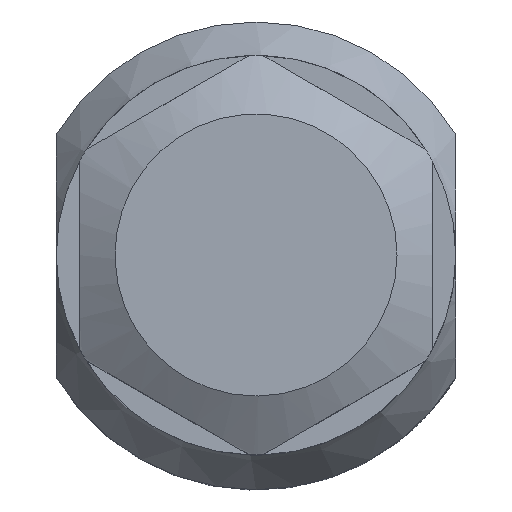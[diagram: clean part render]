
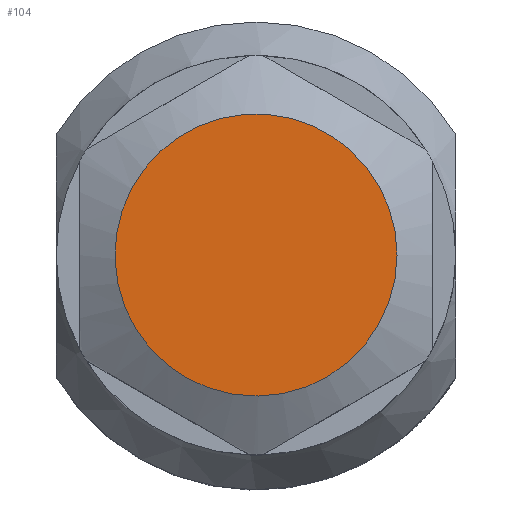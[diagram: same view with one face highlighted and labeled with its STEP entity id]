
A CAD part, top view. The second image highlights one B-rep face of the part: STEP entity #104.
In plain terms, the highlighted planar face has unit normal (0, 0, 1).
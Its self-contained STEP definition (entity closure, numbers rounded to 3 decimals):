
#35=PLANE('',#600);
#56=FACE_OUTER_BOUND('',#230,.T.);
#104=ADVANCED_FACE('',(#56),#35,.T.);
#230=EDGE_LOOP('',(#307));
#307=ORIENTED_EDGE('',*,*,#502,.T.);
#448=VERTEX_POINT('',#861);
#502=EDGE_CURVE('',#448,#448,#567,.T.);
#567=CIRCLE('',#598,12.);
#598=AXIS2_PLACEMENT_3D('',#860,#689,#690);
#600=AXIS2_PLACEMENT_3D('',#899,#693,#694);
#689=DIRECTION('',(0.,0.,1.));
#690=DIRECTION('',(1.,0.,0.));
#693=DIRECTION('',(0.,0.,1.));
#694=DIRECTION('',(1.,0.,0.));
#860=CARTESIAN_POINT('',(0.,0.,57.5));
#861=CARTESIAN_POINT('',(12.,0.,57.5));
#899=CARTESIAN_POINT('',(0.,0.,57.5));
